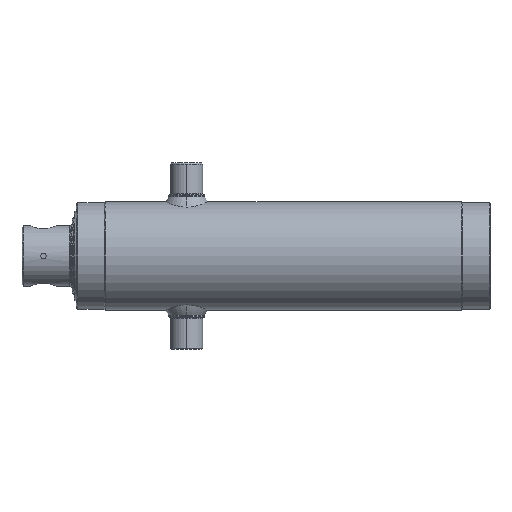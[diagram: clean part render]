
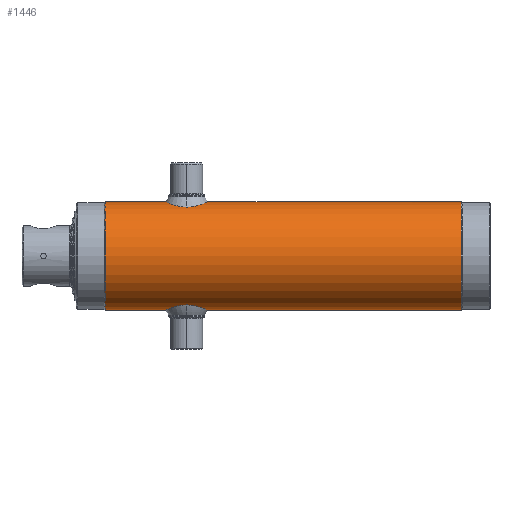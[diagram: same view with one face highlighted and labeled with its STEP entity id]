
A CAD part, left-side view. The second image highlights one B-rep face of the part: STEP entity #1446.
In plain terms, the highlighted cylindrical face has radius 75.75 mm (diameter 151.5 mm), a partial arc.
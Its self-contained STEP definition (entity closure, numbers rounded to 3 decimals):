
#36 = ORIENTED_EDGE ( 'NONE', *, *, #4555, .T. ) ;
#138 = VERTEX_POINT ( 'NONE', #7156 ) ;
#161 = CARTESIAN_POINT ( 'NONE',  ( -1.93, 429.685, 75.726 ) ) ;
#196 = CARTESIAN_POINT ( 'NONE',  ( -5.846, 425.366, 75.524 ) ) ;
#224 = CARTESIAN_POINT ( 'NONE',  ( -3.969, 419.483, 75.646 ) ) ;
#237 = DIRECTION ( 'NONE',  ( 0., 1., 0. ) ) ;
#467 = EDGE_CURVE ( 'NONE', #5323, #8027, #5893, .T. ) ;
#845 = CARTESIAN_POINT ( 'NONE',  ( -2.656, 429.394, 75.704 ) ) ;
#869 = CARTESIAN_POINT ( 'NONE',  ( -6., 424.401, 75.512 ) ) ;
#895 = CARTESIAN_POINT ( 'NONE',  ( -3.176, 418.906, 75.684 ) ) ;
#1117 = VERTEX_POINT ( 'NONE', #6007 ) ;
#1228 = CIRCLE ( 'NONE', #3124, 75.75 ) ;
#1325 = CARTESIAN_POINT ( 'NONE',  ( 0., 40., 75.75 ) ) ;
#1446 = ADVANCED_FACE ( 'NONE', ( #8414 ), #3087, .T. ) ;
#1480 = CARTESIAN_POINT ( 'NONE',  ( -0.781, 429.962, 75.747 ) ) ;
#1507 = CARTESIAN_POINT ( 'NONE',  ( -3.661, 428.77, 75.662 ) ) ;
#1539 = CARTESIAN_POINT ( 'NONE',  ( -5.962, 423.218, 75.515 ) ) ;
#1571 = CARTESIAN_POINT ( 'NONE',  ( -2.66, 418.618, 75.703 ) ) ;
#1680 = ORIENTED_EDGE ( 'NONE', *, *, #7126, .F. ) ;
#2186 = CARTESIAN_POINT ( 'NONE',  ( -4.516, 427.969, 75.616 ) ) ;
#2220 = CARTESIAN_POINT ( 'NONE',  ( -5.8, 422.452, 75.528 ) ) ;
#2245 = CARTESIAN_POINT ( 'NONE',  ( -1.942, 418.309, 75.726 ) ) ;
#2378 = CARTESIAN_POINT ( 'NONE',  ( 0., 522.61, -75.75 ) ) ;
#2571 = ORIENTED_EDGE ( 'NONE', *, *, #8422, .T. ) ;
#2593 = CARTESIAN_POINT ( 'NONE',  ( 0., 430., 75.75 ) ) ;
#2625 = EDGE_LOOP ( 'NONE', ( #1680, #6880, #36, #7475, #2571, #8671 ) ) ;
#2714 = DIRECTION ( 'NONE',  ( 0., 1., 0. ) ) ;
#2862 = CARTESIAN_POINT ( 'NONE',  ( -5.206, 427.009, 75.571 ) ) ;
#2890 = CARTESIAN_POINT ( 'NONE',  ( -5.62, 421.888, 75.541 ) ) ;
#2926 = CARTESIAN_POINT ( 'NONE',  ( -0.789, 418.039, 75.747 ) ) ;
#2992 = DIRECTION ( 'NONE',  ( 0., 1., 0. ) ) ;
#3047 = DIRECTION ( 'NONE',  ( 0., 1., 0. ) ) ;
#3060 = CARTESIAN_POINT ( 'NONE',  ( 0., 40., 0. ) ) ;
#3087 = CYLINDRICAL_SURFACE ( 'NONE', #3683, 75.75 ) ;
#3124 = AXIS2_PLACEMENT_3D ( 'NONE', #3060, #7729, #3741 ) ;
#3284 = VERTEX_POINT ( 'NONE', #4198 ) ;
#3507 = CARTESIAN_POINT ( 'NONE',  ( 0., 430., 75.75 ) ) ;
#3539 = CARTESIAN_POINT ( 'NONE',  ( -5.616, 426.12, 75.542 ) ) ;
#3572 = CARTESIAN_POINT ( 'NONE',  ( -5.21, 420.998, 75.571 ) ) ;
#3590 = CARTESIAN_POINT ( 'NONE',  ( 0., 418., 75.75 ) ) ;
#3683 = AXIS2_PLACEMENT_3D ( 'NONE', #6607, #6583, #4620 ) ;
#3741 = DIRECTION ( 'NONE',  ( 0., 0., 1. ) ) ;
#4179 = CARTESIAN_POINT ( 'NONE',  ( -1.554, 429.799, 75.734 ) ) ;
#4198 = CARTESIAN_POINT ( 'NONE',  ( 0., 538., 75.75 ) ) ;
#4202 = CARTESIAN_POINT ( 'NONE',  ( -5.798, 425.556, 75.528 ) ) ;
#4227 = CARTESIAN_POINT ( 'NONE',  ( -4.522, 420.037, 75.615 ) ) ;
#4244 = CARTESIAN_POINT ( 'NONE',  ( 0., 522.61, 75.75 ) ) ;
#4344 = EDGE_CURVE ( 'NONE', #138, #3284, #7512, .T. ) ;
#4555 = EDGE_CURVE ( 'NONE', #7407, #8027, #8230, .T. ) ;
#4620 = DIRECTION ( 'NONE',  ( 0., 0., 1. ) ) ;
#4651 = VECTOR ( 'NONE', #237, 1000. ) ;
#4833 = EDGE_CURVE ( 'NONE', #1117, #7407, #1228, .T. ) ;
#4844 = CARTESIAN_POINT ( 'NONE',  ( -2.114, 429.619, 75.721 ) ) ;
#4873 = CARTESIAN_POINT ( 'NONE',  ( -5.961, 424.79, 75.515 ) ) ;
#4910 = CARTESIAN_POINT ( 'NONE',  ( -3.667, 419.235, 75.662 ) ) ;
#5114 = CARTESIAN_POINT ( 'NONE',  ( 0., 418., 75.75 ) ) ;
#5323 = VERTEX_POINT ( 'NONE', #2593 ) ;
#5529 = CARTESIAN_POINT ( 'NONE',  ( -3.004, 429.209, 75.691 ) ) ;
#5555 = CARTESIAN_POINT ( 'NONE',  ( -6., 423.609, 75.512 ) ) ;
#5583 = CARTESIAN_POINT ( 'NONE',  ( -3.006, 418.804, 75.691 ) ) ;
#5893 = B_SPLINE_CURVE_WITH_KNOTS ( 'NONE', 3,
 ( #3507, #6164, #1480, #8160, #4179, #161, #4844, #845, #5529, #1507, #6194, #2186, #6858, #2862, #7540, #3539, #8191, #4202, #196, #4873, #869, #5555, #1539, #6217, #2220, #6887, #2890, #7565, #3572, #8222, #4227, #224, #4910, #895, #5583, #1571, #6251, #2245, #6918, #2926, #7595, #3590 ),
 .UNSPECIFIED., .F., .F.,
 ( 4, 2, 2, 2, 2, 2, 2, 2, 2, 2, 2, 2, 2, 2, 2, 2, 2, 2, 2, 2, 4 ),
 ( 0.019, 0.02, 0.021, 0.021, 0.022, 0.023, 0.025, 0.026, 0.026, 0.027, 0.028, 0.029, 0.03, 0.03, 0.032, 0.033, 0.034, 0.035, 0.035, 0.036, 0.038 ),
 .UNSPECIFIED. ) ;
#6007 = CARTESIAN_POINT ( 'NONE',  ( 0., 40., -75.75 ) ) ;
#6164 = CARTESIAN_POINT ( 'NONE',  ( -0.392, 430., 75.75 ) ) ;
#6194 = CARTESIAN_POINT ( 'NONE',  ( -3.963, 428.522, 75.647 ) ) ;
#6217 = CARTESIAN_POINT ( 'NONE',  ( -5.848, 422.643, 75.524 ) ) ;
#6251 = CARTESIAN_POINT ( 'NONE',  ( -2.483, 418.534, 75.71 ) ) ;
#6259 = VECTOR ( 'NONE', #2714, 1000. ) ;
#6583 = DIRECTION ( 'NONE',  ( 0., 1., 0. ) ) ;
#6586 = AXIS2_PLACEMENT_3D ( 'NONE', #6996, #2992, #7666 ) ;
#6607 = CARTESIAN_POINT ( 'NONE',  ( 0., 522.61, 0. ) ) ;
#6658 = VECTOR ( 'NONE', #3047, 1000. ) ;
#6709 = CARTESIAN_POINT ( 'NONE',  ( 0., 522.61, 75.75 ) ) ;
#6858 = CARTESIAN_POINT ( 'NONE',  ( -4.77, 427.661, 75.6 ) ) ;
#6868 = LINE ( 'NONE', #2378, #6658 ) ;
#6880 = ORIENTED_EDGE ( 'NONE', *, *, #4833, .T. ) ;
#6887 = CARTESIAN_POINT ( 'NONE',  ( -5.686, 422.076, 75.536 ) ) ;
#6918 = CARTESIAN_POINT ( 'NONE',  ( -1.565, 418.194, 75.735 ) ) ;
#6996 = CARTESIAN_POINT ( 'NONE',  ( 0., 538., 0. ) ) ;
#7126 = EDGE_CURVE ( 'NONE', #1117, #138, #6868, .T. ) ;
#7156 = CARTESIAN_POINT ( 'NONE',  ( 0., 538., -75.75 ) ) ;
#7407 = VERTEX_POINT ( 'NONE', #1325 ) ;
#7475 = ORIENTED_EDGE ( 'NONE', *, *, #467, .F. ) ;
#7512 = CIRCLE ( 'NONE', #6586, 75.75 ) ;
#7540 = CARTESIAN_POINT ( 'NONE',  ( -5.39, 426.665, 75.558 ) ) ;
#7565 = CARTESIAN_POINT ( 'NONE',  ( -5.394, 421.343, 75.558 ) ) ;
#7595 = CARTESIAN_POINT ( 'NONE',  ( -0.397, 418., 75.75 ) ) ;
#7666 = DIRECTION ( 'NONE',  ( 0., 0., 1. ) ) ;
#7729 = DIRECTION ( 'NONE',  ( 0., 1., 0. ) ) ;
#8027 = VERTEX_POINT ( 'NONE', #5114 ) ;
#8160 = CARTESIAN_POINT ( 'NONE',  ( -1.361, 429.847, 75.738 ) ) ;
#8191 = CARTESIAN_POINT ( 'NONE',  ( -5.683, 425.933, 75.537 ) ) ;
#8200 = LINE ( 'NONE', #4244, #4651 ) ;
#8222 = CARTESIAN_POINT ( 'NONE',  ( -4.775, 420.346, 75.6 ) ) ;
#8230 = LINE ( 'NONE', #6709, #6259 ) ;
#8414 = FACE_OUTER_BOUND ( 'NONE', #2625, .T. ) ;
#8422 = EDGE_CURVE ( 'NONE', #5323, #3284, #8200, .T. ) ;
#8671 = ORIENTED_EDGE ( 'NONE', *, *, #4344, .F. ) ;
